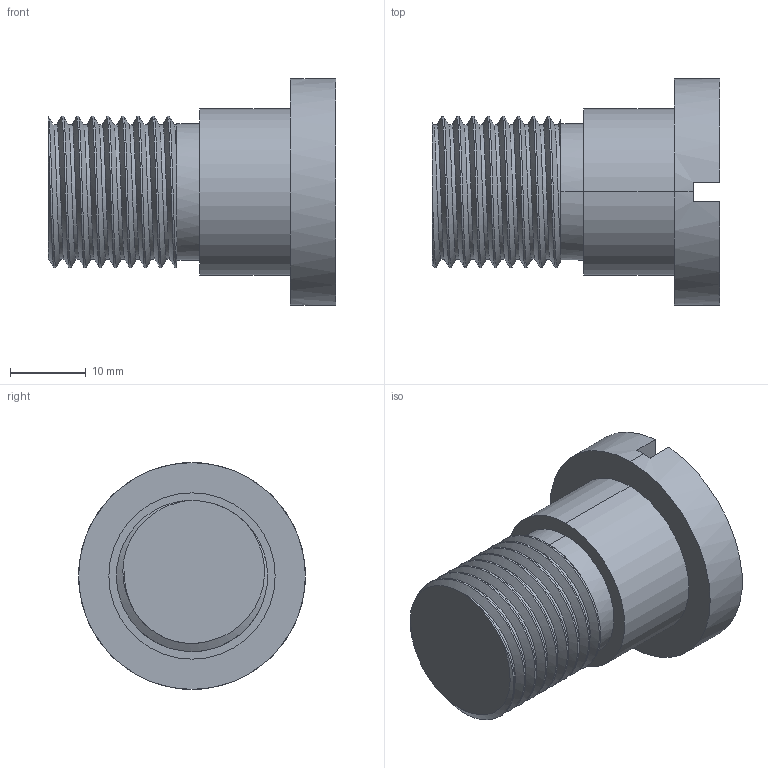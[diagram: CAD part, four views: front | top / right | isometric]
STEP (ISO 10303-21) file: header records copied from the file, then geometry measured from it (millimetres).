
FILE_DESCRIPTION (( 'STEP AP214' ), '1' );
FILE_NAME ('Swivel Screw pin.STEP', '2025-02-16T00:53:58', ( '' ), ( '' ), 'SwSTEP 2.0', 'SolidWorks 2024', '' );
FILE_SCHEMA (( 'AUTOMOTIVE_DESIGN' ));
Length unit declared in the file: millimetre
Products named in the file (1): Swivel Screw pin
Bounding box: 38 x 30 x 30 mm (x, y, z)
Volume: 14021.6 mm3; surface area: 4853.7 mm2
Topology: 1 solids, 1 shells, 37 faces, 96 edges, 63 vertices
Faces by surface type: cylinder 24, plane 10, bspline 3
Entity records: 3172 total; most frequent: CARTESIAN_POINT 2359, ORIENTED_EDGE 192, DIRECTION 141, EDGE_CURVE 96, VERTEX_POINT 63, AXIS2_PLACEMENT_3D 55, EDGE_LOOP 39, ADVANCED_FACE 37
